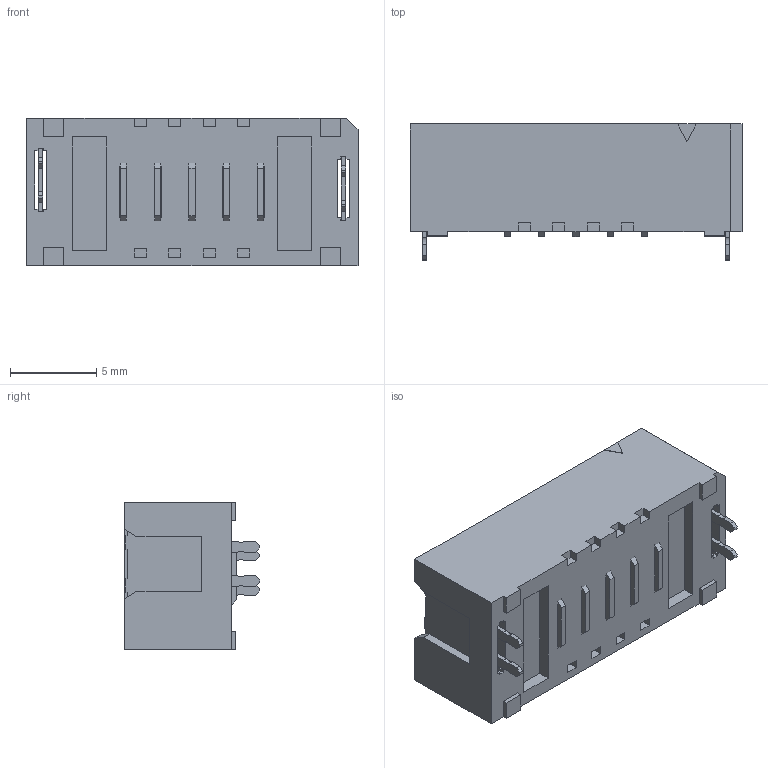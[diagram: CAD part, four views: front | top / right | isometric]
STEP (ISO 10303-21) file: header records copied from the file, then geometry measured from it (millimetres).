
FILE_DESCRIPTION(/* description */ ('STEP AP203'),/* implementation_level */ '2;1');
FILE_NAME(/* name */ 'UMPT-05-02.5-L-V-S-W-M-TR',/* time_stamp */ '2025-12-29T09:13:13+01:00',/* author */ ('License CC BY-ND 4.0'),/* organization */ ('CADENAS'),/* preprocessor_version */ 'ST-DEVELOPER v20',/* originating_system */ 'PARTsolutions',/* authorisation */ ' ');
FILE_SCHEMA (('CONFIG_CONTROL_DESIGN'));
Length unit declared in the file: millimetre
Products named in the file (3): UMPT-05-02.5-L-V-S-W-M-TR; 05-02.5-M-W_BODY; UMPT-05-02.5-S-_PINS
Assembly tree (2 placements, depth 2):
  UMPT-05-02.5-L-V-S-W-M-TR
    05-02.5-M-W_BODY
    UMPT-05-02.5-S-_PINS
Bounding box: 19.3 x 7.9 x 8.6 mm (x, y, z)
Volume: 593 mm3; surface area: 1422.5 mm2
Topology: 2 solids, 2 shells, 287 faces, 810 edges, 540 vertices
Faces by surface type: plane 279, cylinder 8
Entity records: 9195 total; most frequent: CARTESIAN_POINT 1640, ORIENTED_EDGE 1620, DIRECTION 1406, EDGE_CURVE 810, LINE 794, VECTOR 794, VERTEX_POINT 540, EDGE_LOOP 318
